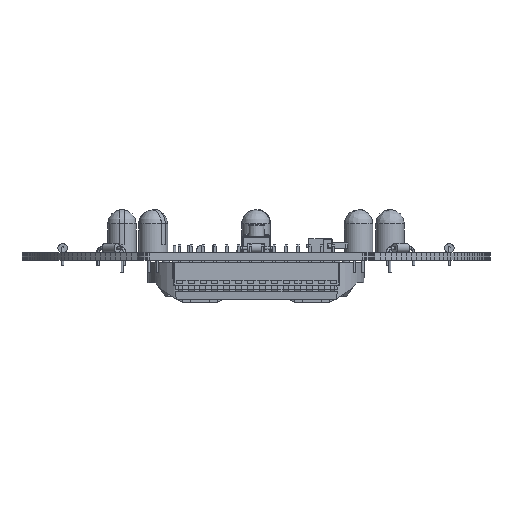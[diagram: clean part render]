
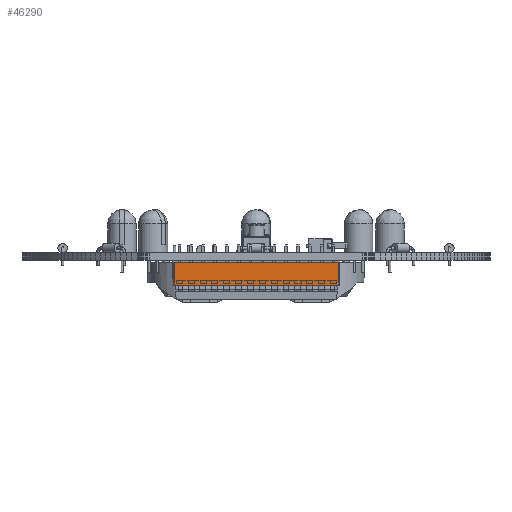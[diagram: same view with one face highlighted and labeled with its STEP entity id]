
A CAD part, front view. The second image highlights one B-rep face of the part: STEP entity #46290.
In plain terms, the highlighted face is planar.
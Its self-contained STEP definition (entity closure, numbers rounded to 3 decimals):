
#2661=FACE_OUTER_BOUND('',#5421,.T.);
#5421=EDGE_LOOP('',(#33724,#33725,#33726,#33727));
#9063=LINE('',#68580,#14872);
#9124=LINE('',#68709,#14933);
#9134=LINE('',#68725,#14943);
#9135=LINE('',#68726,#14944);
#14872=VECTOR('',#55329,1000.);
#14933=VECTOR('',#55430,1000.);
#14943=VECTOR('',#55448,1000.);
#14944=VECTOR('',#55449,1000.);
#20364=VERTEX_POINT('',#68578);
#20365=VERTEX_POINT('',#68579);
#20412=VERTEX_POINT('',#68706);
#20413=VERTEX_POINT('',#68708);
#25309=EDGE_CURVE('',#20364,#20365,#9063,.T.);
#25376=EDGE_CURVE('',#20412,#20413,#9124,.T.);
#25387=EDGE_CURVE('',#20412,#20364,#9134,.T.);
#25388=EDGE_CURVE('',#20365,#20413,#9135,.T.);
#33724=ORIENTED_EDGE('',*,*,#25376,.F.);
#33725=ORIENTED_EDGE('',*,*,#25387,.T.);
#33726=ORIENTED_EDGE('',*,*,#25309,.T.);
#33727=ORIENTED_EDGE('',*,*,#25388,.T.);
#44005=PLANE('',#49434);
#46290=ADVANCED_FACE('',(#2661),#44005,.F.);
#49434=AXIS2_PLACEMENT_3D('',#68724,#55446,#55447);
#55329=DIRECTION('',(-1.,0.,0.));
#55430=DIRECTION('',(-1.,0.,0.));
#55446=DIRECTION('center_axis',(0.,0.,1.));
#55447=DIRECTION('ref_axis',(1.,0.,0.));
#55448=DIRECTION('',(0.,-1.,0.));
#55449=DIRECTION('',(0.,1.,0.));
#68578=CARTESIAN_POINT('',(17.58,3.8,-5.08));
#68579=CARTESIAN_POINT('',(-17.58,3.8,-5.08));
#68580=CARTESIAN_POINT('',(-17.78,3.8,-5.08));
#68706=CARTESIAN_POINT('',(17.58,8.7,-5.08));
#68708=CARTESIAN_POINT('',(-17.58,8.7,-5.08));
#68709=CARTESIAN_POINT('',(-17.78,8.7,-5.08));
#68724=CARTESIAN_POINT('Origin',(-17.78,8.7,-5.08));
#68725=CARTESIAN_POINT('',(17.58,8.7,-5.08));
#68726=CARTESIAN_POINT('',(-17.58,8.7,-5.08));
